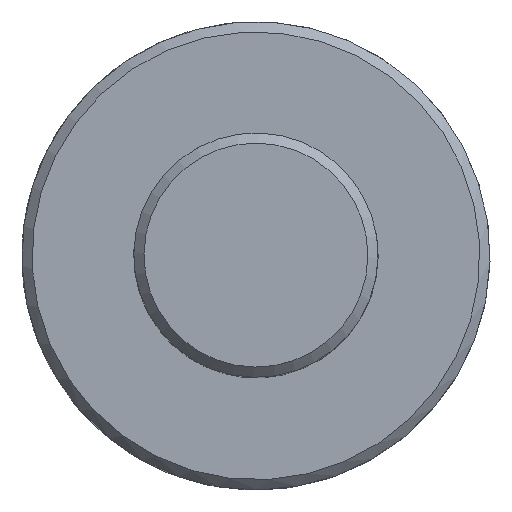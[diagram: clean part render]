
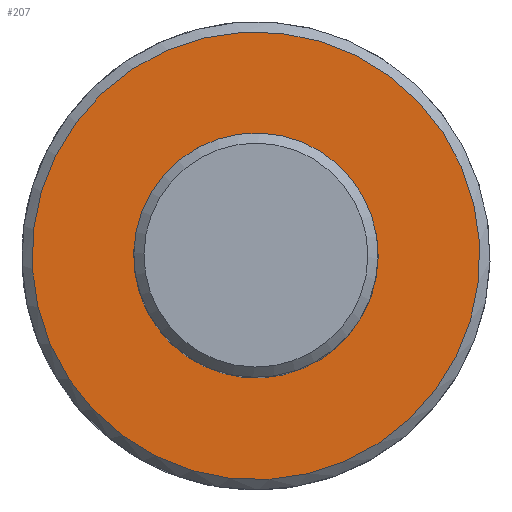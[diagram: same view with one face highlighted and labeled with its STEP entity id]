
A CAD part, top view. The second image highlights one B-rep face of the part: STEP entity #207.
In plain terms, the highlighted planar face has unit normal (0, 0, 1).
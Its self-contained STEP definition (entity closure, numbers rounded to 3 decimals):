
#207=ADVANCED_FACE('',(#256),#232,.F.);
#232=PLANE('',#691);
#256=FACE_OUTER_BOUND('',#301,.T.);
#301=EDGE_LOOP('',(#411));
#411=ORIENTED_EDGE('',*,*,#580,.T.);
#514=VERTEX_POINT('',#1336);
#580=EDGE_CURVE('',#514,#514,#615,.T.);
#615=CIRCLE('',#683,11.);
#683=AXIS2_PLACEMENT_3D('',#1335,#816,#817);
#691=AXIS2_PLACEMENT_3D('',#1347,#832,#833);
#816=DIRECTION('',(0.,0.,1.));
#817=DIRECTION('',(-0.686,0.727,0.));
#832=DIRECTION('',(0.,0.,-1.));
#833=DIRECTION('',(-1.,0.,0.));
#1335=CARTESIAN_POINT('',(0.,0.,0.));
#1336=CARTESIAN_POINT('',(-7.55,8.,0.));
#1347=CARTESIAN_POINT('',(0.,0.,0.));
